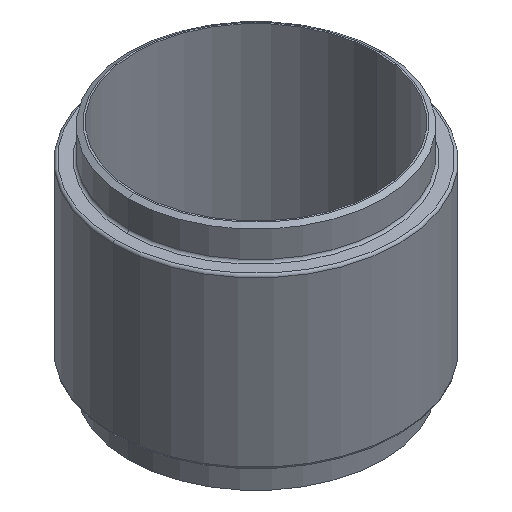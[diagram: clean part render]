
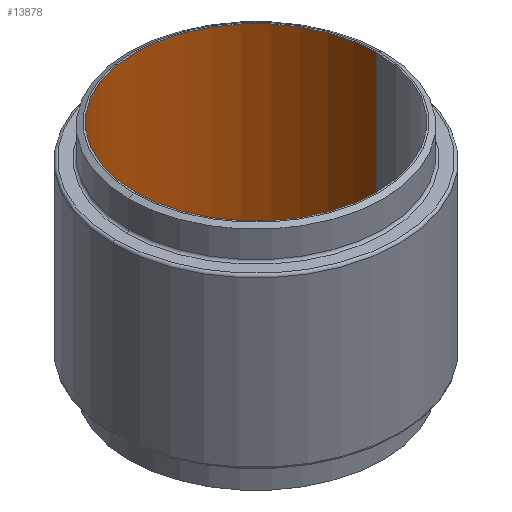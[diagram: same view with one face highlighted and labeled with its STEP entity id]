
A CAD part, isometric view. The second image highlights one B-rep face of the part: STEP entity #13878.
In plain terms, the highlighted cylindrical face has radius 153.95 mm (diameter 307.9 mm), a partial arc.
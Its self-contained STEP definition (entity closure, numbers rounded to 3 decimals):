
#888 = VERTEX_POINT ( 'NONE', #26933 ) ;
#1011 = DIRECTION ( 'NONE',  ( 0., 0., 1. ) ) ;
#1170 = CIRCLE ( 'NONE', #23047, 153.95 ) ;
#1701 = ORIENTED_EDGE ( 'NONE', *, *, #25255, .F. ) ;
#1714 = DIRECTION ( 'NONE',  ( 1., 0., 0. ) ) ;
#2097 = CARTESIAN_POINT ( 'NONE',  ( 0., 0., 0. ) ) ;
#2883 = LINE ( 'NONE', #9009, #17291 ) ;
#2939 = EDGE_CURVE ( 'NONE', #27848, #14683, #9021, .T. ) ;
#3558 = LINE ( 'NONE', #12244, #11181 ) ;
#4138 = CARTESIAN_POINT ( 'NONE',  ( -153.95, 0., 0. ) ) ;
#5730 = ORIENTED_EDGE ( 'NONE', *, *, #2939, .T. ) ;
#7167 = CARTESIAN_POINT ( 'NONE',  ( 153.95, 0., 0. ) ) ;
#9009 = CARTESIAN_POINT ( 'NONE',  ( 153.95, 0., 0. ) ) ;
#9021 = CIRCLE ( 'NONE', #26337, 153.95 ) ;
#10786 = DIRECTION ( 'NONE',  ( 0., 0., 1. ) ) ;
#11181 = VECTOR ( 'NONE', #27521, 1000. ) ;
#12244 = CARTESIAN_POINT ( 'NONE',  ( -153.95, 0., 0. ) ) ;
#12530 = DIRECTION ( 'NONE',  ( 0., 0., 1. ) ) ;
#13878 = ADVANCED_FACE ( 'NONE', ( #15387 ), #21665, .F. ) ;
#14683 = VERTEX_POINT ( 'NONE', #4138 ) ;
#15387 = FACE_OUTER_BOUND ( 'NONE', #18355, .T. ) ;
#15721 = AXIS2_PLACEMENT_3D ( 'NONE', #25820, #12530, #1714 ) ;
#16458 = ORIENTED_EDGE ( 'NONE', *, *, #21293, .F. ) ;
#17291 = VECTOR ( 'NONE', #1011, 1000. ) ;
#17484 = DIRECTION ( 'NONE',  ( 1., 0., 0. ) ) ;
#17637 = EDGE_CURVE ( 'NONE', #888, #27848, #2883, .T. ) ;
#17776 = DIRECTION ( 'NONE',  ( 0., 0., 1. ) ) ;
#18355 = EDGE_LOOP ( 'NONE', ( #1701, #16458, #25210, #5730 ) ) ;
#21293 = EDGE_CURVE ( 'NONE', #888, #25987, #1170, .T. ) ;
#21631 = DIRECTION ( 'NONE',  ( 1., 0., 0. ) ) ;
#21665 = CYLINDRICAL_SURFACE ( 'NONE', #15721, 153.95 ) ;
#23047 = AXIS2_PLACEMENT_3D ( 'NONE', #24198, #10786, #17484 ) ;
#24198 = CARTESIAN_POINT ( 'NONE',  ( 0., 0., -295. ) ) ;
#24938 = CARTESIAN_POINT ( 'NONE',  ( -153.95, 0., -295. ) ) ;
#25210 = ORIENTED_EDGE ( 'NONE', *, *, #17637, .T. ) ;
#25255 = EDGE_CURVE ( 'NONE', #25987, #14683, #3558, .T. ) ;
#25820 = CARTESIAN_POINT ( 'NONE',  ( 0., 0., 0. ) ) ;
#25987 = VERTEX_POINT ( 'NONE', #24938 ) ;
#26337 = AXIS2_PLACEMENT_3D ( 'NONE', #2097, #17776, #21631 ) ;
#26933 = CARTESIAN_POINT ( 'NONE',  ( 153.95, 0., -295. ) ) ;
#27521 = DIRECTION ( 'NONE',  ( 0., 0., 1. ) ) ;
#27848 = VERTEX_POINT ( 'NONE', #7167 ) ;
